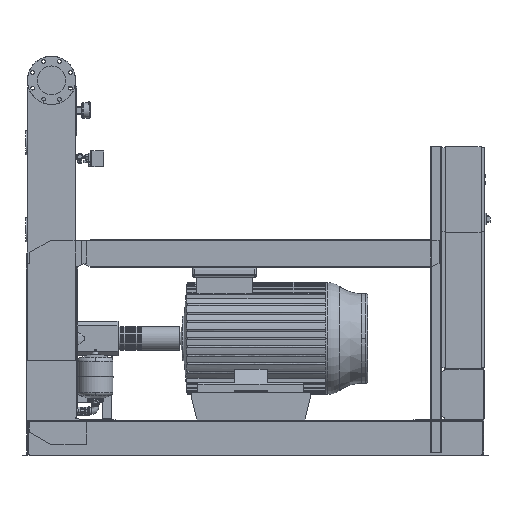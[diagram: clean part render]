
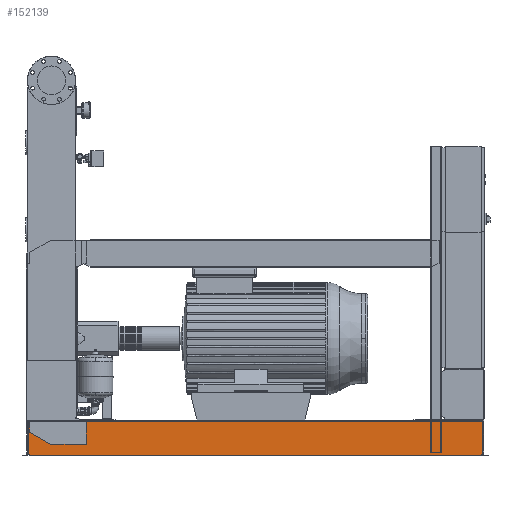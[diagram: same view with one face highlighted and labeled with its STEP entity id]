
A CAD part, front view. The second image highlights one B-rep face of the part: STEP entity #152139.
In plain terms, the highlighted free-form (B-spline) face has degree [1, 1] with [2, 2] control points.
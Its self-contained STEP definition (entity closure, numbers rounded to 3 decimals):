
#147080=CARTESIAN_POINT('',(-131.0,-738.5,202.));
#147081=VERTEX_POINT('',#147080);
#147088=CARTESIAN_POINT('',(-131.0,-738.5,208.));
#147089=VERTEX_POINT('',#147088);
#147090=CARTESIAN_POINT('',(-131.0,-738.5,202.));
#147091=DIRECTION('',(0.0,0.0,1.0));
#147092=VECTOR('',#147091,6.);
#147093=LINE('',#147090,#147092);
#147094=EDGE_CURVE('',#147081,#147089,#147093,.T.);
#150413=CARTESIAN_POINT('',(2522.,-738.5,208.));
#150414=VERTEX_POINT('',#150413);
#150415=CARTESIAN_POINT('',(-131.0,-738.5,208.));
#150416=DIRECTION('',(1.0,0.0,0.0));
#150417=VECTOR('',#150416,2653.);
#150418=LINE('',#150415,#150417);
#150419=EDGE_CURVE('',#147089,#150414,#150418,.T.);
#151716=CARTESIAN_POINT('',(2530.,-738.5,202.));
#151717=VERTEX_POINT('',#151716);
#151724=CARTESIAN_POINT('',(2530.,-738.5,112.689));
#151725=VERTEX_POINT('',#151724);
#151726=CARTESIAN_POINT('',(2530.,-738.5,112.689));
#151727=DIRECTION('',(0.0,0.0,1.0));
#151728=VECTOR('',#151727,89.311);
#151729=LINE('',#151726,#151728);
#151730=EDGE_CURVE('',#151725,#151717,#151729,.T.);
#152053=CARTESIAN_POINT('',(-139.,-738.5,3.));
#152054=CARTESIAN_POINT('',(-139.,-738.5,208.));
#152055=CARTESIAN_POINT('',(2530.,-738.5,3.));
#152056=CARTESIAN_POINT('',(2530.,-738.5,208.));
#152057=B_SPLINE_SURFACE_WITH_KNOTS('',1,1,((#152053,#152055),(#152054,#152056)),.UNSPECIFIED.,.F.,.F.,.U.,(2,2),(2,2),(0.0,205.),(0.0,2669.0),.UNSPECIFIED.);
#152058=CARTESIAN_POINT('',(2530.,-738.5,6.));
#152059=VERTEX_POINT('',#152058);
#152060=CARTESIAN_POINT('',(2530.,-738.5,6.));
#152061=DIRECTION('',(0.0,0.0,1.0));
#152062=VECTOR('',#152061,106.689);
#152063=LINE('',#152060,#152062);
#152064=EDGE_CURVE('',#152059,#151725,#152063,.T.);
#152065=ORIENTED_EDGE('',*,*,#152064,.T.);
#152066=ORIENTED_EDGE('',*,*,#151730,.T.);
#152067=CARTESIAN_POINT('',(2522.,-738.5,202.));
#152068=VERTEX_POINT('',#152067);
#152069=CARTESIAN_POINT('',(2530.,-738.5,202.));
#152070=DIRECTION('',(-1.0,0.0,0.0));
#152071=VECTOR('',#152070,8.0);
#152072=LINE('',#152069,#152071);
#152073=EDGE_CURVE('',#151717,#152068,#152072,.T.);
#152074=ORIENTED_EDGE('',*,*,#152073,.T.);
#152075=CARTESIAN_POINT('',(2522.,-738.5,208.));
#152076=DIRECTION('',(0.0,0.0,-1.0));
#152077=VECTOR('',#152076,6.);
#152078=LINE('',#152075,#152077);
#152079=EDGE_CURVE('',#150414,#152068,#152078,.T.);
#152080=ORIENTED_EDGE('',*,*,#152079,.F.);
#152081=ORIENTED_EDGE('',*,*,#150419,.F.);
#152082=ORIENTED_EDGE('',*,*,#147094,.F.);
#152083=CARTESIAN_POINT('',(-139.,-738.5,202.));
#152084=VERTEX_POINT('',#152083);
#152085=CARTESIAN_POINT('',(-131.0,-738.5,202.));
#152086=DIRECTION('',(-1.0,0.0,0.0));
#152087=VECTOR('',#152086,8.);
#152088=LINE('',#152085,#152087);
#152089=EDGE_CURVE('',#147081,#152084,#152088,.T.);
#152090=ORIENTED_EDGE('',*,*,#152089,.T.);
#152091=CARTESIAN_POINT('',(-139.,-738.5,6.));
#152092=VERTEX_POINT('',#152091);
#152093=CARTESIAN_POINT('',(-139.,-738.5,202.));
#152094=DIRECTION('',(0.0,0.0,-1.0));
#152095=VECTOR('',#152094,196.);
#152096=LINE('',#152093,#152095);
#152097=EDGE_CURVE('',#152084,#152092,#152096,.T.);
#152098=ORIENTED_EDGE('',*,*,#152097,.T.);
#152099=CARTESIAN_POINT('',(-131.0,-738.5,6.));
#152100=VERTEX_POINT('',#152099);
#152101=CARTESIAN_POINT('',(-139.,-738.5,6.));
#152102=DIRECTION('',(1.0,0.0,0.0));
#152103=VECTOR('',#152102,8.);
#152104=LINE('',#152101,#152103);
#152105=EDGE_CURVE('',#152092,#152100,#152104,.T.);
#152106=ORIENTED_EDGE('',*,*,#152105,.T.);
#152107=CARTESIAN_POINT('',(-131.0,-738.5,3.));
#152108=VERTEX_POINT('',#152107);
#152109=CARTESIAN_POINT('',(-131.0,-738.5,3.));
#152110=DIRECTION('',(0.0,0.0,1.0));
#152111=VECTOR('',#152110,3.);
#152112=LINE('',#152109,#152111);
#152113=EDGE_CURVE('',#152108,#152100,#152112,.T.);
#152114=ORIENTED_EDGE('',*,*,#152113,.F.);
#152115=CARTESIAN_POINT('',(2522.,-738.5,3.));
#152116=VERTEX_POINT('',#152115);
#152117=CARTESIAN_POINT('',(2522.,-738.5,3.));
#152118=DIRECTION('',(-1.0,0.0,0.0));
#152119=VECTOR('',#152118,2653.);
#152120=LINE('',#152117,#152119);
#152121=EDGE_CURVE('',#152116,#152108,#152120,.T.);
#152122=ORIENTED_EDGE('',*,*,#152121,.F.);
#152123=CARTESIAN_POINT('',(2522.,-738.5,6.));
#152124=VERTEX_POINT('',#152123);
#152125=CARTESIAN_POINT('',(2522.,-738.5,6.));
#152126=DIRECTION('',(0.0,0.0,-1.0));
#152127=VECTOR('',#152126,3.);
#152128=LINE('',#152125,#152127);
#152129=EDGE_CURVE('',#152124,#152116,#152128,.T.);
#152130=ORIENTED_EDGE('',*,*,#152129,.F.);
#152131=CARTESIAN_POINT('',(2522.,-738.5,6.));
#152132=DIRECTION('',(1.0,0.0,0.0));
#152133=VECTOR('',#152132,8.0);
#152134=LINE('',#152131,#152133);
#152135=EDGE_CURVE('',#152124,#152059,#152134,.T.);
#152136=ORIENTED_EDGE('',*,*,#152135,.T.);
#152137=EDGE_LOOP('',(#152065,#152066,#152074,#152080,#152081,#152082,#152090,#152098,#152106,#152114,#152122,#152130,#152136));
#152138=FACE_OUTER_BOUND('',#152137,.T.);
#152139=ADVANCED_FACE('',(#152138),#152057,.F.);
